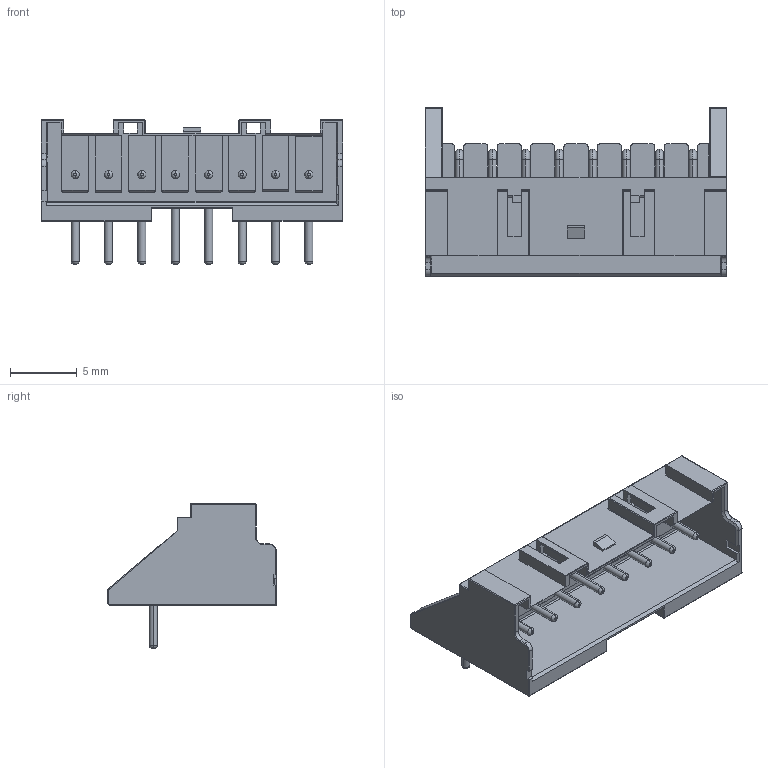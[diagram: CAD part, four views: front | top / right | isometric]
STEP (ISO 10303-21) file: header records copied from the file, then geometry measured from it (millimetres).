
FILE_DESCRIPTION (( 'STEP AP214' ), '1' );
FILE_NAME ('CONN-TH_S08B-XASS-1N-BN-LF-SN.step', '2022-07-08T10:09:58', ( '' ), ( '' ), 'SwSTEP 2.0', 'SolidWorks 2020', '' );
FILE_SCHEMA (( 'AUTOMOTIVE_DESIGN' ));
Length unit declared in the file: millimetre
Products named in the file (1): CONN-TH_S08B-XASS-1N-BN-LF-SN
Bounding box: 22.6 x 12.6 x 10.8 mm (x, y, z)
Volume: 474.4 mm3; surface area: 1541.8 mm2
Topology: 1 solids, 1 shells, 693 faces, 1784 edges, 1122 vertices
Faces by surface type: plane 339, cylinder 173, bspline 100, torus 65, sphere 12, cone 4
Entity records: 28981 total; most frequent: CARTESIAN_POINT 5023, ORIENTED_EDGE 3542, DIRECTION 3136, EDGE_CURVE 1771, VECTOR 1122, VERTEX_POINT 1122, LINE 1122, AXIS2_PLACEMENT_3D 1007
